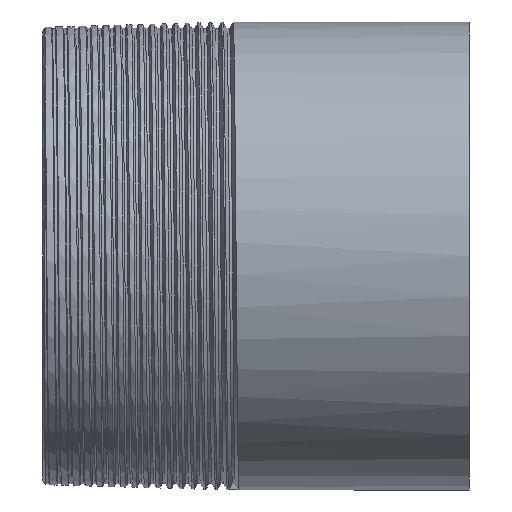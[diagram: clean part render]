
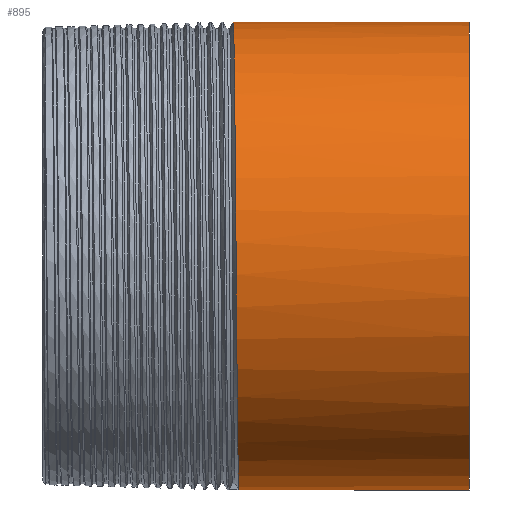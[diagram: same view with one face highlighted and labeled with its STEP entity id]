
A CAD part, front view. The second image highlights one B-rep face of the part: STEP entity #895.
In plain terms, the highlighted cylindrical face has radius 30.15 mm (diameter 60.3 mm), a partial arc.
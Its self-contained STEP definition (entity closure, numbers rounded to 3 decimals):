
#338 = CARTESIAN_POINT ( 'NONE',  ( 0., 0., 30.15 ) ) ;
#435 = ORIENTED_EDGE ( 'NONE', *, *, #4494, .F. ) ;
#539 = CARTESIAN_POINT ( 'NONE',  ( -29.875, -21.319, -21.319 ) ) ;
#699 = VERTEX_POINT ( 'NONE', #2872 ) ;
#710 = CARTESIAN_POINT ( 'NONE',  ( -30.438, 0., 30.15 ) ) ;
#883 = LINE ( 'NONE', #2107, #2191 ) ;
#895 = ADVANCED_FACE ( 'NONE', ( #2141 ), #3953, .T. ) ;
#953 =( BOUNDED_CURVE ( )  B_SPLINE_CURVE ( 2, ( #5859, #2471, #539, #6886, #2292, #4237, #4589, #5299, #710 ),
 .UNSPECIFIED., .F., .T. ) 
 B_SPLINE_CURVE_WITH_KNOTS ( ( 3, 2, 2, 2, 3 ),
 ( 0., 0.007, 0.015, 0.022, 0.029 ),
 .UNSPECIFIED. ) 
 CURVE ( )  GEOMETRIC_REPRESENTATION_ITEM ( )  RATIONAL_B_SPLINE_CURVE ( ( 1., 0.924, 1., 0.924, 1., 0.924, 1., 0.924, 1. ) ) 
 REPRESENTATION_ITEM ( '' )  );
#1062 = DIRECTION ( 'NONE',  ( -1., 0., 0. ) ) ;
#1766 = VERTEX_POINT ( 'NONE', #338 ) ;
#1809 = AXIS2_PLACEMENT_3D ( 'NONE', #4445, #6176, #5696 ) ;
#2029 = DIRECTION ( 'NONE',  ( -1., 0., 0. ) ) ;
#2107 = CARTESIAN_POINT ( 'NONE',  ( -149.494, 0., -30.15 ) ) ;
#2141 = FACE_OUTER_BOUND ( 'NONE', #4563, .T. ) ;
#2191 = VECTOR ( 'NONE', #2029, 1000. ) ;
#2292 = CARTESIAN_POINT ( 'NONE',  ( -30.063, -30.15, 0. ) ) ;
#2471 = CARTESIAN_POINT ( 'NONE',  ( -29.781, -12.489, -30.15 ) ) ;
#2872 = CARTESIAN_POINT ( 'NONE',  ( -29.688, 0., -30.15 ) ) ;
#3124 = EDGE_CURVE ( 'NONE', #1766, #4934, #6157, .T. ) ;
#3130 = ORIENTED_EDGE ( 'NONE', *, *, #7227, .T. ) ;
#3403 = CIRCLE ( 'NONE', #4965, 30.15 ) ;
#3673 = CARTESIAN_POINT ( 'NONE',  ( 0., 0., -30.15 ) ) ;
#3953 = CYLINDRICAL_SURFACE ( 'NONE', #1809, 30.15 ) ;
#4016 = DIRECTION ( 'NONE',  ( 0., 0., 1. ) ) ;
#4031 = VERTEX_POINT ( 'NONE', #3673 ) ;
#4237 = CARTESIAN_POINT ( 'NONE',  ( -30.156, -30.15, 12.489 ) ) ;
#4445 = CARTESIAN_POINT ( 'NONE',  ( -149.494, 0., 0. ) ) ;
#4494 = EDGE_CURVE ( 'NONE', #4031, #699, #883, .T. ) ;
#4563 = EDGE_LOOP ( 'NONE', ( #435, #3130, #7229, #6509 ) ) ;
#4589 = CARTESIAN_POINT ( 'NONE',  ( -30.25, -21.319, 21.319 ) ) ;
#4934 = VERTEX_POINT ( 'NONE', #5615 ) ;
#4965 = AXIS2_PLACEMENT_3D ( 'NONE', #6344, #1062, #4016 ) ;
#5299 = CARTESIAN_POINT ( 'NONE',  ( -30.344, -12.489, 30.15 ) ) ;
#5349 = EDGE_CURVE ( 'NONE', #699, #4934, #953, .T. ) ;
#5440 = VECTOR ( 'NONE', #7328, 1000. ) ;
#5615 = CARTESIAN_POINT ( 'NONE',  ( -30.438, 0., 30.15 ) ) ;
#5696 = DIRECTION ( 'NONE',  ( 0., 0., 1. ) ) ;
#5859 = CARTESIAN_POINT ( 'NONE',  ( -29.688, 0., -30.15 ) ) ;
#6157 = LINE ( 'NONE', #6800, #5440 ) ;
#6176 = DIRECTION ( 'NONE',  ( -1., 0., 0. ) ) ;
#6344 = CARTESIAN_POINT ( 'NONE',  ( 0., 0., 0. ) ) ;
#6509 = ORIENTED_EDGE ( 'NONE', *, *, #5349, .F. ) ;
#6800 = CARTESIAN_POINT ( 'NONE',  ( -149.494, 0., 30.15 ) ) ;
#6886 = CARTESIAN_POINT ( 'NONE',  ( -29.969, -30.15, -12.489 ) ) ;
#7227 = EDGE_CURVE ( 'NONE', #4031, #1766, #3403, .T. ) ;
#7229 = ORIENTED_EDGE ( 'NONE', *, *, #3124, .T. ) ;
#7328 = DIRECTION ( 'NONE',  ( -1., 0., 0. ) ) ;
